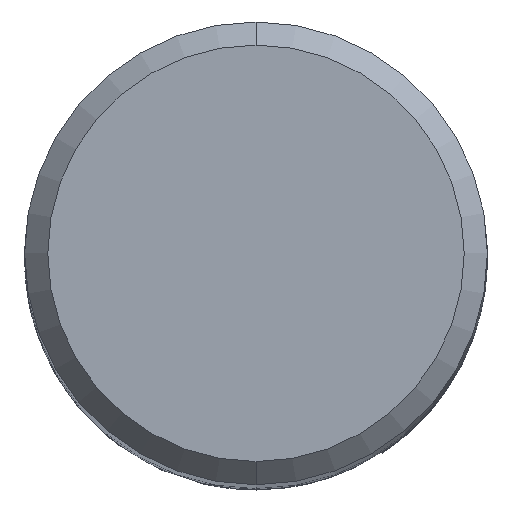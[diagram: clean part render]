
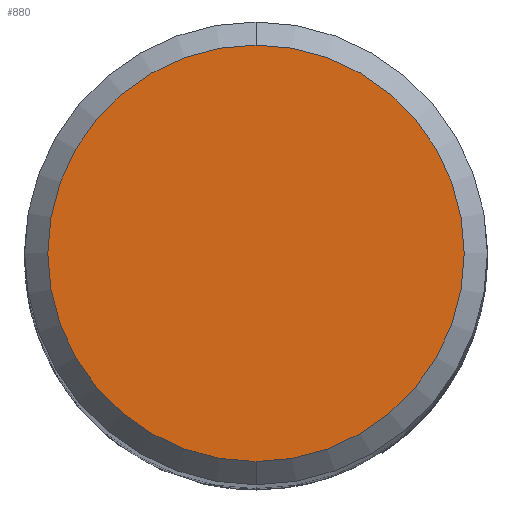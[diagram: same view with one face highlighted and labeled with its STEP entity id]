
A CAD part, top view. The second image highlights one B-rep face of the part: STEP entity #880.
In plain terms, the highlighted planar face has unit normal (0, 0, 1).
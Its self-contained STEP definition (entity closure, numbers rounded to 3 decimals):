
#556=VERTEX_POINT('',#1259);
#690=EDGE_CURVE('',#758,#556,#1406,.T.);
#758=VERTEX_POINT('',#1481);
#880=ADVANCED_FACE('',(#1616),#1617,.T.);
#982=EDGE_CURVE('',#556,#758,#1724,.T.);
#1259=CARTESIAN_POINT('',(0.0,3.6,0.0));
#1406=CIRCLE('',#5563,3.6);
#1481=CARTESIAN_POINT('',(0.,-3.6,0.0));
#1616=FACE_OUTER_BOUND('',#6909,.T.);
#1617=PLANE('',#6910);
#1724=CIRCLE('',#7969,3.6);
#5563=AXIS2_PLACEMENT_3D('',#8543,#8544,#8545);
#6909=EDGE_LOOP('',(#8819,#8820));
#6910=AXIS2_PLACEMENT_3D('',#8821,#8822,#8823);
#7969=AXIS2_PLACEMENT_3D('',#8900,#8901,#8902);
#8543=CARTESIAN_POINT('',(0.0,0.0,0.0));
#8544=DIRECTION('',(0.0,0.0,-1.0));
#8545=DIRECTION('',(0.0,1.0,0.0));
#8819=ORIENTED_EDGE('',*,*,#982,.F.);
#8820=ORIENTED_EDGE('',*,*,#690,.F.);
#8821=CARTESIAN_POINT('',(0.0,1.8,0.0));
#8822=DIRECTION('',(-0.0,0.0,1.0));
#8823=DIRECTION('',(0.0,-1.0,0.0));
#8900=CARTESIAN_POINT('',(0.0,0.0,0.0));
#8901=DIRECTION('',(0.0,0.0,-1.0));
#8902=DIRECTION('',(0.0,1.0,0.0));
